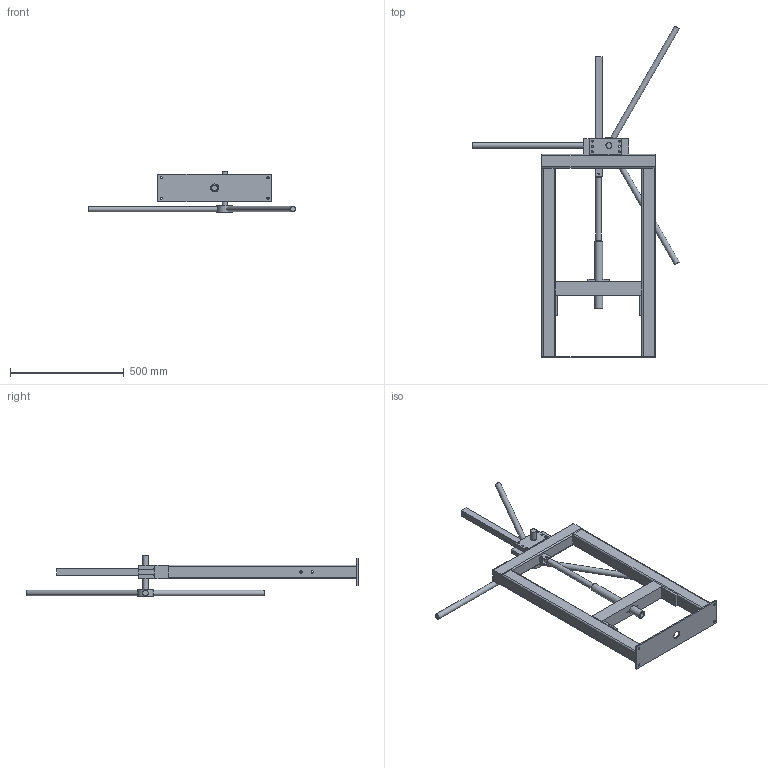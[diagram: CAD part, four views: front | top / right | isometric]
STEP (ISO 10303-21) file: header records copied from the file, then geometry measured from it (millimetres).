
FILE_DESCRIPTION(/* description */ (''),/* implementation_level */ '2;1');
FILE_NAME(/* name */ 'elena.step',/* time_stamp */ '2020-02-01T10:30:13+01:00',/* author */ (''),/* organization */ (''),/* preprocessor_version */ 'ST-DEVELOPER v18',/* originating_system */ 'Autodesk Translation Framework v8.12.0.6',/* authorisation */ '');
FILE_SCHEMA (('AUTOMOTIVE_DESIGN { 1 0 10303 214 3 1 1 }'));
Length unit declared in the file: millimetre
Products named in the file (7): arbor-press; gear-brackets; gear-bracket-down; gear-brack-up; spurgear; Spur Gear (22 teeth); frame
Assembly tree (6 placements, depth 4):
  arbor-press
    gear-brackets
      gear-bracket-down
      gear-brack-up
      spurgear
        Spur Gear (22 teeth)
    frame
Bounding box: 910.83 x 1461.7 x 180 mm (x, y, z)
Volume: 11762825.6 mm3; surface area: 1228401 mm2
Topology: 24 solids, 24 shells, 380 faces, 1023 edges, 694 vertices
Faces by surface type: plane 172, cylinder 164, bspline 44
Full cylindrical faces by diameter (mm): 6 x2, 6.5 x5, 8 x18, 10 x12, 20.3 x1, 21 x1, 25 x6, 26 x4, 30 x4, 35 x3, 70 x1
Entity records: 25088 total; most frequent: CARTESIAN_POINT 15194, ORIENTED_EDGE 2046, DIRECTION 1995, EDGE_CURVE 1023, AXIS2_PLACEMENT_3D 715, VERTEX_POINT 694, LINE 565, VECTOR 565
